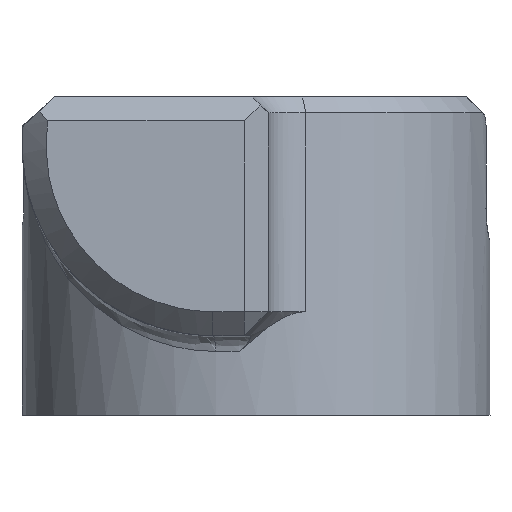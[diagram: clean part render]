
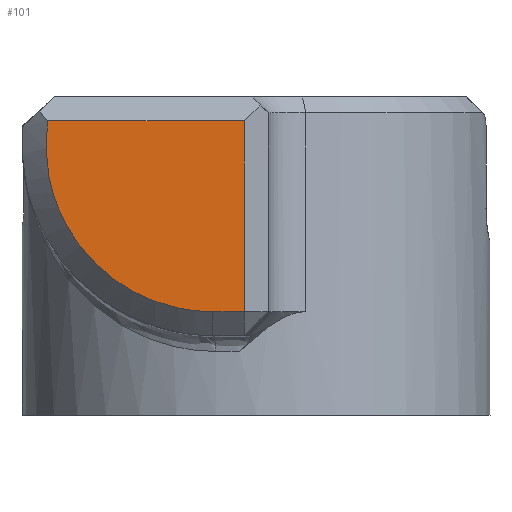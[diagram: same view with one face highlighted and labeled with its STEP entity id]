
A CAD part, left-side view. The second image highlights one B-rep face of the part: STEP entity #101.
In plain terms, the highlighted planar face has unit normal (-1, 0, 0).
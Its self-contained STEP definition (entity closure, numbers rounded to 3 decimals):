
#101=ADVANCED_FACE('',(#196),#1556,.T.);
#196=FACE_OUTER_BOUND('',#293,.T.);
#293=EDGE_LOOP('',(#727,#728,#729,#730));
#727=ORIENTED_EDGE('',*,*,#1037,.T.);
#728=ORIENTED_EDGE('',*,*,#950,.T.);
#729=ORIENTED_EDGE('',*,*,#1036,.F.);
#730=ORIENTED_EDGE('',*,*,#1030,.F.);
#950=EDGE_CURVE('',#1441,#1440,#1243,.T.);
#1030=EDGE_CURVE('',#1484,#1483,#1289,.T.);
#1036=EDGE_CURVE('',#1483,#1440,#1295,.T.);
#1037=EDGE_CURVE('',#1484,#1441,#1296,.T.);
#1243=B_SPLINE_CURVE_WITH_KNOTS('',1,(#3475,#3476),.UNSPECIFIED.,.F.,.F.,
(2,2),(0.,0.993),.UNSPECIFIED.);
#1289=B_SPLINE_CURVE_WITH_KNOTS('',1,(#4000,#4001),.UNSPECIFIED.,.F.,.F.,
(2,2),(-0.222,5.965),.UNSPECIFIED.);
#1295=B_SPLINE_CURVE_WITH_KNOTS('',1,(#4028,#4029),.UNSPECIFIED.,.F.,.F.,
(2,2),(0.75,6.75),.UNSPECIFIED.);
#1296=B_SPLINE_CURVE_WITH_KNOTS('',3,(#4030,#4031,#4032,#4033,#4034,#4035,
#4036),.UNSPECIFIED.,.F.,.F.,(4,1,1,1,4),(0.573,1.565,
3.13,6.351,9.571),.UNSPECIFIED.);
#1440=VERTEX_POINT('',#2928);
#1441=VERTEX_POINT('',#2929);
#1483=VERTEX_POINT('',#2971);
#1484=VERTEX_POINT('',#2972);
#1556=PLANE('',#1739);
#1739=AXIS2_PLACEMENT_3D('',#2442,#1849,$);
#1849=DIRECTION('',(-1.,0.,0.));
#2442=CARTESIAN_POINT('',(-16.,71.531,3.69));
#2928=CARTESIAN_POINT('',(-16.,65.23,3.75));
#2929=CARTESIAN_POINT('',(-16.,66.223,3.75));
#2971=CARTESIAN_POINT('',(-16.,65.23,9.75));
#2972=CARTESIAN_POINT('',(-16.,71.418,9.75));
#3475=CARTESIAN_POINT('',(-16.,66.223,3.75));
#3476=CARTESIAN_POINT('',(-16.,65.23,3.75));
#4000=CARTESIAN_POINT('',(-16.,71.418,9.75));
#4001=CARTESIAN_POINT('',(-16.,65.23,9.75));
#4028=CARTESIAN_POINT('',(-16.,65.23,9.75));
#4029=CARTESIAN_POINT('',(-16.,65.23,3.75));
#4030=CARTESIAN_POINT('',(-16.,71.418,9.75));
#4031=CARTESIAN_POINT('',(-16.,71.463,9.423));
#4032=CARTESIAN_POINT('',(-16.,71.501,8.569));
#4033=CARTESIAN_POINT('',(-16.,71.139,6.654));
#4034=CARTESIAN_POINT('',(-16.,69.44,4.43));
#4035=CARTESIAN_POINT('',(-16.,67.297,3.747));
#4036=CARTESIAN_POINT('',(-16.,66.223,3.75));
